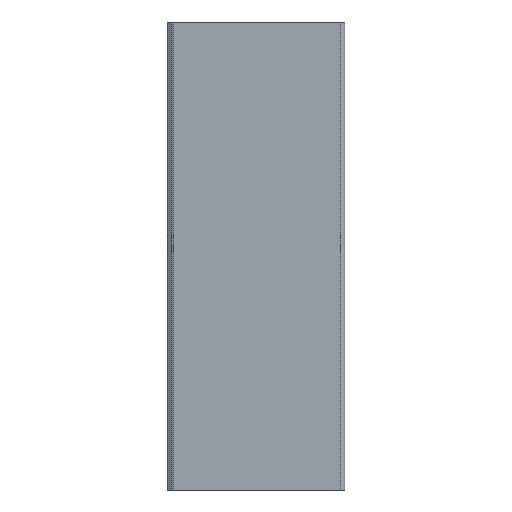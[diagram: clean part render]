
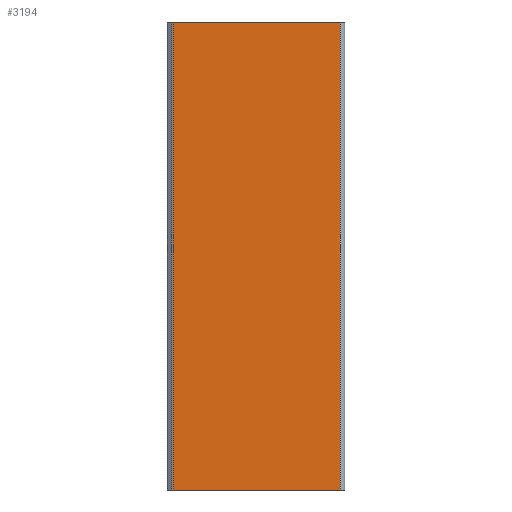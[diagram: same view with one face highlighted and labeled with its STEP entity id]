
A CAD part, left-side view. The second image highlights one B-rep face of the part: STEP entity #3194.
In plain terms, the highlighted planar face has unit normal (-1, 0, 0).
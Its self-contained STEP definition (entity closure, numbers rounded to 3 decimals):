
#114=FACE_OUTER_BOUND('',#282,.T.);
#282=EDGE_LOOP('',(#2325,#2326,#2327,#2328));
#441=LINE('',#4735,#775);
#541=LINE('',#5096,#875);
#542=LINE('',#5099,#876);
#543=LINE('',#5100,#877);
#775=VECTOR('',#3727,10.);
#875=VECTOR('',#4021,10.);
#876=VECTOR('',#4024,10.);
#877=VECTOR('',#4025,10.);
#1282=VERTEX_POINT('',#4732);
#1283=VERTEX_POINT('',#4734);
#1447=VERTEX_POINT('',#5094);
#1448=VERTEX_POINT('',#5098);
#1614=EDGE_CURVE('',#1282,#1283,#441,.T.);
#1795=EDGE_CURVE('',#1282,#1447,#541,.T.);
#1796=EDGE_CURVE('',#1448,#1447,#542,.T.);
#1797=EDGE_CURVE('',#1283,#1448,#543,.T.);
#2325=ORIENTED_EDGE('',*,*,#1795,.T.);
#2326=ORIENTED_EDGE('',*,*,#1796,.F.);
#2327=ORIENTED_EDGE('',*,*,#1797,.F.);
#2328=ORIENTED_EDGE('',*,*,#1614,.F.);
#3100=PLANE('',#3472);
#3194=ADVANCED_FACE('',(#114),#3100,.T.);
#3472=AXIS2_PLACEMENT_3D('',#5097,#4022,#4023);
#3727=DIRECTION('',(0.,1.,0.));
#4021=DIRECTION('',(0.,0.,1.));
#4022=DIRECTION('center_axis',(-1.,0.,0.));
#4023=DIRECTION('ref_axis',(0.,-1.,0.));
#4024=DIRECTION('',(0.,-1.,0.));
#4025=DIRECTION('',(0.,0.,1.));
#4732=CARTESIAN_POINT('',(-1.,1.,-50.));
#4734=CARTESIAN_POINT('',(-1.,36.7,-50.));
#4735=CARTESIAN_POINT('',(-1.,36.7,-50.));
#5094=CARTESIAN_POINT('',(-1.,1.,50.));
#5096=CARTESIAN_POINT('',(-1.,1.,0.));
#5097=CARTESIAN_POINT('Origin',(-1.,36.7,0.));
#5098=CARTESIAN_POINT('',(-1.,36.7,50.));
#5099=CARTESIAN_POINT('',(-1.,36.7,50.));
#5100=CARTESIAN_POINT('',(-1.,36.7,0.));
